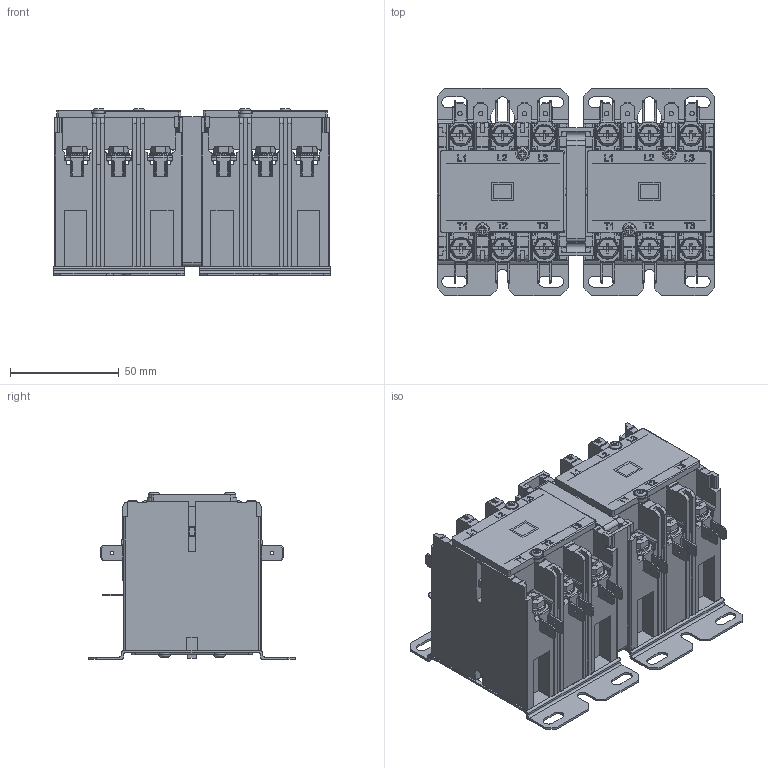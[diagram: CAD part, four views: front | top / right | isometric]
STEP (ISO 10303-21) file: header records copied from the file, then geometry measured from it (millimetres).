
FILE_DESCRIPTION(/* description */ (''),/* implementation_level */ '2;1');
FILE_NAME(/* name */ '280-D30N33XAD.stp',/* time_stamp */ '2020-09-01T23:39:01+05:00',/* author */ ('Owner'),/* organization */ (''),/* preprocessor_version */ 'ST-DEVELOPER v18',/* originating_system */ 'Autodesk Inventor 2020',/* authorisation */ '');
FILE_SCHEMA (('AUTOMOTIVE_DESIGN { 1 0 10303 214 3 1 1 }'));
Products named in the file (1): Part9
Bounding box: 127.8 x 95.25 x 76.6 mm (x, y, z)
Volume: 389502.4 mm3; surface area: 126962.1 mm2
Topology: 1 solids, 5 shells, 3618 faces, 10428 edges, 6830 vertices
Faces by surface type: plane 2442, cylinder 754, bspline 256, torus 92, sphere 70, cone 4
Full cylindrical faces by diameter (mm): 1.6 x24, 2 x8, 3.25 x4, 3.3 x8, 3.4 x8, 5 x4, 5.2 x12, 6 x2, 10 x12
Entity records: 129047 total; most frequent: CARTESIAN_POINT 29843, ORIENTED_EDGE 20856, DIRECTION 18994, EDGE_CURVE 10428, LINE 7256, VECTOR 7256, VERTEX_POINT 6830, AXIS2_PLACEMENT_3D 5869
